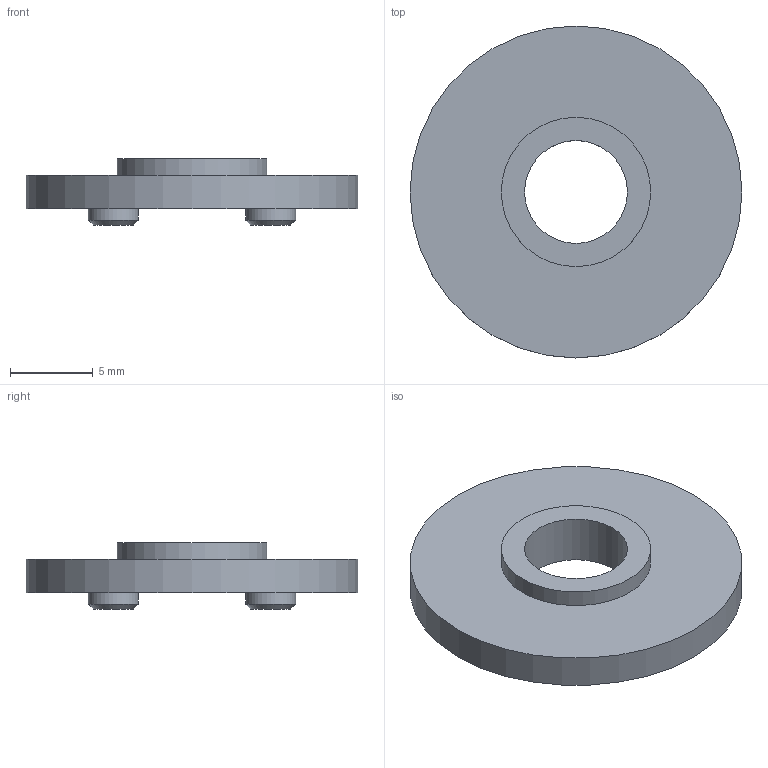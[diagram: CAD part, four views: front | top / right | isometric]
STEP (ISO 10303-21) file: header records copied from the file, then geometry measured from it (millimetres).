
FILE_DESCRIPTION(/* description */ (''),/* implementation_level */ '2;1');
FILE_NAME(/* name */ 'idler wheel printed.stp',/* time_stamp */ '2025-06-24T13:43:44+10:00',/* author */ (''),/* organization */ (''),/* preprocessor_version */ 'ST-DEVELOPER v18.1',/* originating_system */ 'SIEMENS PLM Software NX 2000',/* authorisation */ '');
FILE_SCHEMA (('AUTOMOTIVE_DESIGN { 1 0 10303 214 3 1 1 1 }'));
Length unit declared in the file: millimetre
Products named in the file (1): jaco37DC9C99cbi2
Bounding box: 20 x 20 x 4 mm (x, y, z)
Volume: 628.1 mm3; surface area: 810.9 mm2
Topology: 1 solids, 1 shells, 18 faces, 30 edges, 19 vertices
Faces by surface type: plane 7, cylinder 7, cone 4
Full cylindrical faces by diameter (mm): 3 x4, 6.2 x1, 9 x1, 20 x1
Entity records: 400 total; most frequent: DIRECTION 74, CARTESIAN_POINT 55, AXIS2_PLACEMENT_3D 37, EDGE_LOOP 36, ORIENTED_EDGE 36, FACE_BOUND 32, ADVANCED_FACE 18, VERTEX_POINT 18
